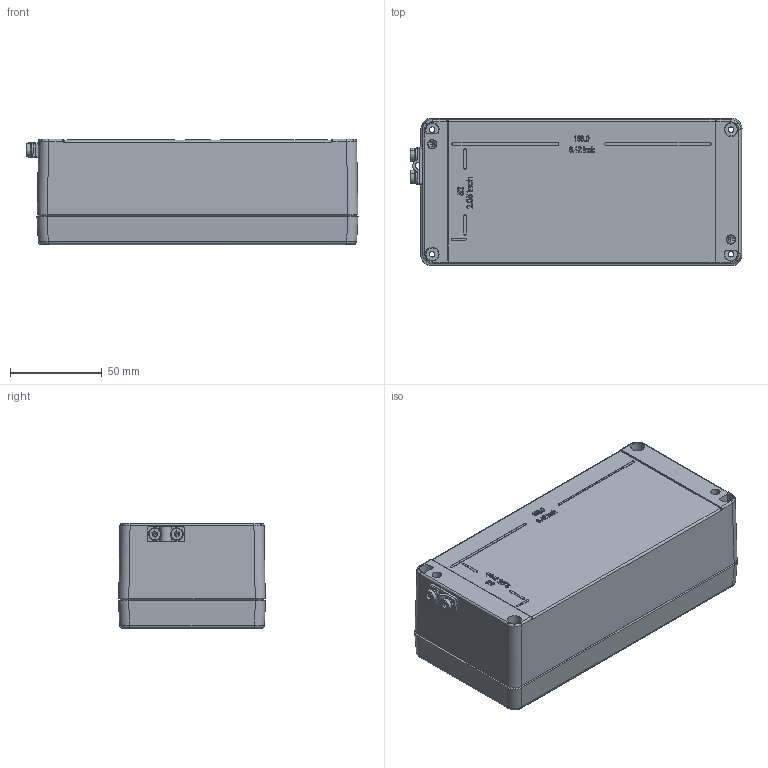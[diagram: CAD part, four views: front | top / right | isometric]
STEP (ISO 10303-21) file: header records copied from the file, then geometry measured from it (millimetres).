
FILE_DESCRIPTION(('FreeCAD Model'),'2;1');
FILE_NAME('GBAEX001758057.step', '2026-03-27T11:41:49',('Author'),(''), 'Open CASCADE STEP processor 7.3','FreeCAD','Unknown');
FILE_SCHEMA(('AUTOMOTIVE_DESIGN { 1 0 10303 214 1 1 1 1 }'));
Length unit declared in the file: millimetre
Products named in the file (4): GBAEX001758057; ALU_BASE_1758057; ALU_LID_1758057; M4_DOUBLE_EARTHING
Assembly tree (3 placements, depth 2):
  GBAEX001758057
    ALU_BASE_1758057
    ALU_LID_1758057
    M4_DOUBLE_EARTHING
Bounding box: 181.15 x 80.32 x 57.45 mm (x, y, z)
Volume: 206411.1 mm3; surface area: 116699.8 mm2
Topology: 2 solids, 11 shells, 997 faces, 3414 edges, 5109 vertices
Faces by surface type: plane 349, bspline 285, cylinder 261, cone 76, torus 23, revolution 2, sphere 1
Entity records: 64777 total; most frequent: CARTESIAN_POINT 36773, ORIENTED_EDGE 4980, DIRECTION 4213, EDGE_CURVE 2523, VERTEX_POINT 1621, LINE 1615, VECTOR 1615, AXIS2_PLACEMENT_3D 1298
